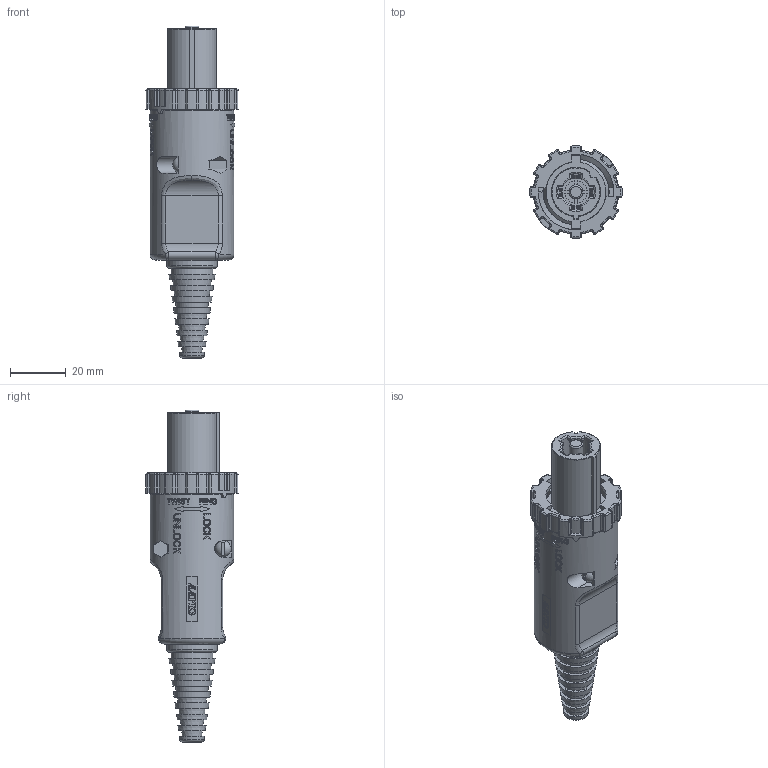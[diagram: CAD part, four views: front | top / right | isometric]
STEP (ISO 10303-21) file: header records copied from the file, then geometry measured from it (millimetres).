
FILE_DESCRIPTION(/* description */ (''),/* implementation_level */ '2;1');
FILE_NAME(/* name */ 'FCR2066 LV straight shrinkwrap.stp',/* time_stamp */ '2022-04-14T14:18:58+01:00',/* author */ ('tottley'),/* organization */ (''),/* preprocessor_version */ 'ST-DEVELOPER v18.1',/* originating_system */ 'Autodesk Inventor 2022',/* authorisation */ '');
FILE_SCHEMA (('AUTOMOTIVE_DESIGN { 1 0 10303 214 3 1 1 }'));
Products named in the file (1): Staright Plug Assembly_Simplify_1
Bounding box: 32.98 x 32.98 x 118.6 mm (x, y, z)
Volume: 28916.4 mm3; surface area: 23879.7 mm2
Topology: 1 solids, 1 shells, 1408 faces, 3853 edges, 2485 vertices
Faces by surface type: plane 730, bspline 302, cylinder 250, torus 68, sphere 30, cone 28
Full cylindrical faces by diameter (mm): 2 x4, 3 x4, 4 x2, 5 x1, 12.5 x1, 13 x1, 15 x1, 18 x1, 24 x1, 27 x1, 30 x1
Entity records: 52384 total; most frequent: CARTESIAN_POINT 16574, ORIENTED_EDGE 7706, DIRECTION 6295, EDGE_CURVE 3853, VERTEX_POINT 2485, LINE 2273, VECTOR 2273, AXIS2_PLACEMENT_3D 2011
